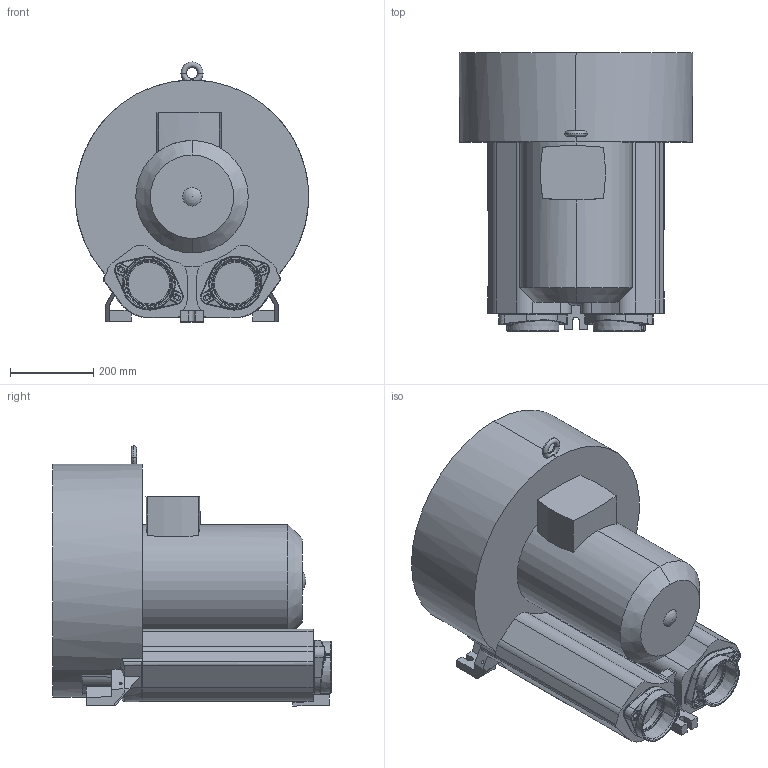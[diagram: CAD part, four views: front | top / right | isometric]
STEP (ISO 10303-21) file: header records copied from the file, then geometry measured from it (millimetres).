
FILE_DESCRIPTION (( 'STEP AP203' ), '1' );
FILE_NAME ('2RB930-1AQ07.STEP', '2025-04-30T07:52:02', ( '' ), ( '' ), 'SwSTEP 2.0', 'SolidWorks 2021', '' );
FILE_SCHEMA (( 'CONFIG_CONTROL_DESIGN' ));
Length unit declared in the file: millimetre
Products named in the file (1): 2RB930-1AQ07
Bounding box: 560 x 667.25 x 624.33 mm (x, y, z)
Volume: 97986101.1 mm3; surface area: 1880579 mm2
Topology: 1 solids, 1 shells, 616 faces, 1564 edges, 963 vertices
Faces by surface type: plane 205, cylinder 167, cone 79, bspline 74, torus 70, sphere 21
Entity records: 28141 total; most frequent: CARTESIAN_POINT 14476, ORIENTED_EDGE 3102, DIRECTION 2477, EDGE_CURVE 1551, AXIS2_PLACEMENT_3D 996, VERTEX_POINT 961, EDGE_LOOP 650, ADVANCED_FACE 616
